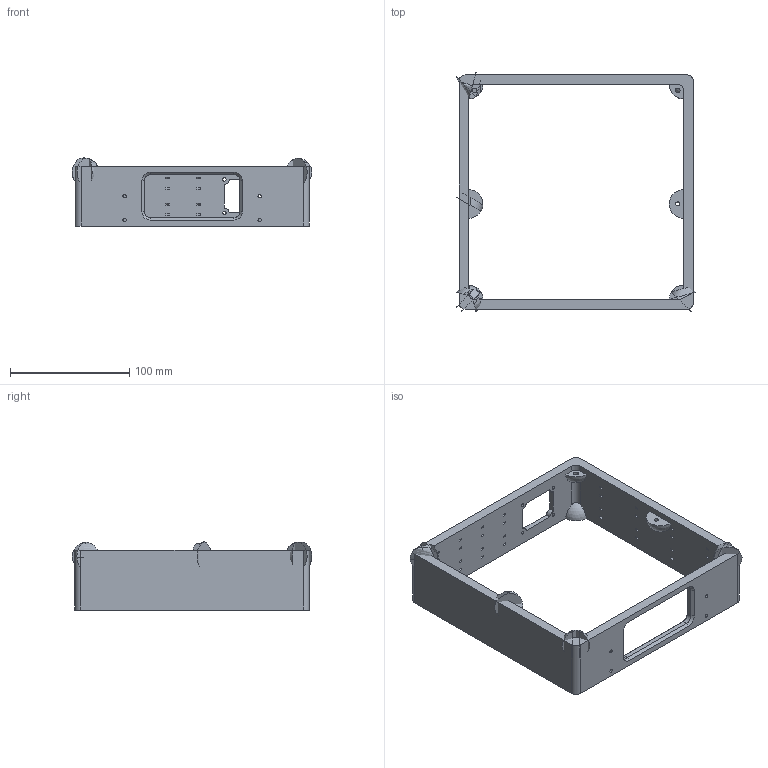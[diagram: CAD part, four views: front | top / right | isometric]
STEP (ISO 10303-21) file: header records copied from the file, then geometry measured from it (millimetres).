
FILE_DESCRIPTION(('FreeCAD Model'),'2;1');
FILE_NAME('Open CASCADE Shape Model','2023-05-27T11:12:22',('Author'),( ''),'Open CASCADE STEP processor 7.5','FreeCAD','Unknown');
FILE_SCHEMA(('AUTOMOTIVE_DESIGN { 1 0 10303 214 1 1 1 1 }'));
Length unit declared in the file: millimetre
Products named in the file (1): electronic.room
Bounding box: 200.75 x 200.48 x 56.99 mm (x, y, z)
Volume: 219243.5 mm3; surface area: 89887 mm2
Topology: 1 solids, 1 shells, 263 faces, 818 edges, 523 vertices
Faces by surface type: plane 143, cylinder 98, cone 12, sphere 10
Full cylindrical faces by diameter (mm): 2.8 x8, 3.4 x2, 4 x4
Entity records: 19508 total; most frequent: CARTESIAN_POINT 5642, DIRECTION 2332, ORIENTED_EDGE 1468, PCURVE 1468, DEFINITIONAL_REPRESENTATION 1468, LINE 1126, VECTOR 1126, EDGE_CURVE 734
